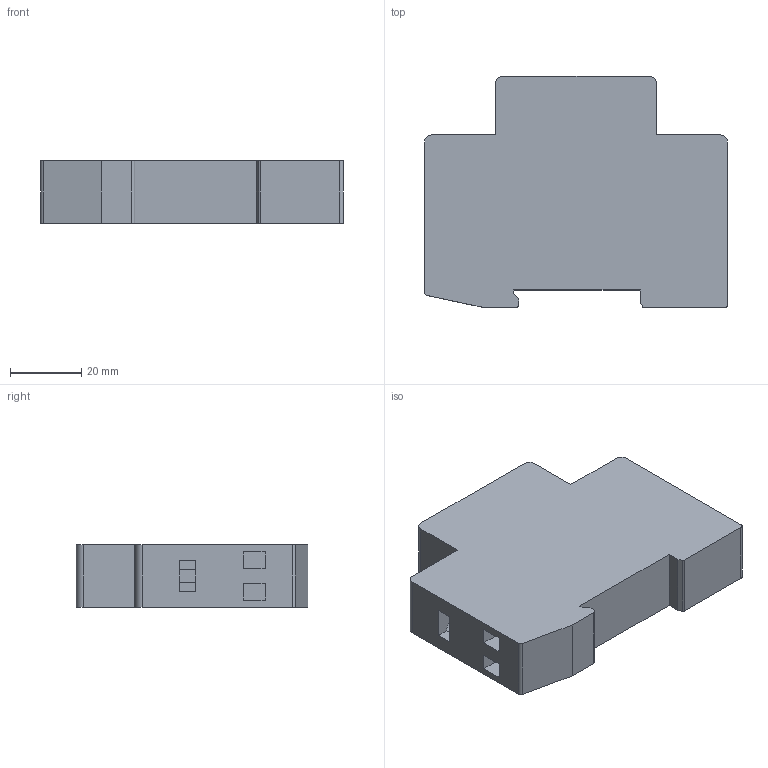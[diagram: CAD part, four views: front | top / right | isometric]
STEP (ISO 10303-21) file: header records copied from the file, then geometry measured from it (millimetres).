
FILE_DESCRIPTION (( 'STEP AP203' ), '1' );
FILE_NAME ('R20.STEP', '2011-11-25T06:56:21', ( 'schulung' ), ( 'Microsoft' ), 'SwSTEP 2.0', 'SolidWorks 2012', '' );
FILE_SCHEMA (( 'CONFIG_CONTROL_DESIGN' ));
Length unit declared in the file: millimetre
Products named in the file (1): R20
Bounding box: 85 x 65 x 17.5 mm (x, y, z)
Volume: 76416.6 mm3; surface area: 17816.2 mm2
Topology: 1 solids, 1 shells, 86 faces, 240 edges, 160 vertices
Faces by surface type: plane 66, cylinder 20
Entity records: 2853 total; most frequent: CARTESIAN_POINT 487, ORIENTED_EDGE 480, DIRECTION 470, EDGE_CURVE 240, LINE 184, VECTOR 184, VERTEX_POINT 160, AXIS2_PLACEMENT_3D 143
